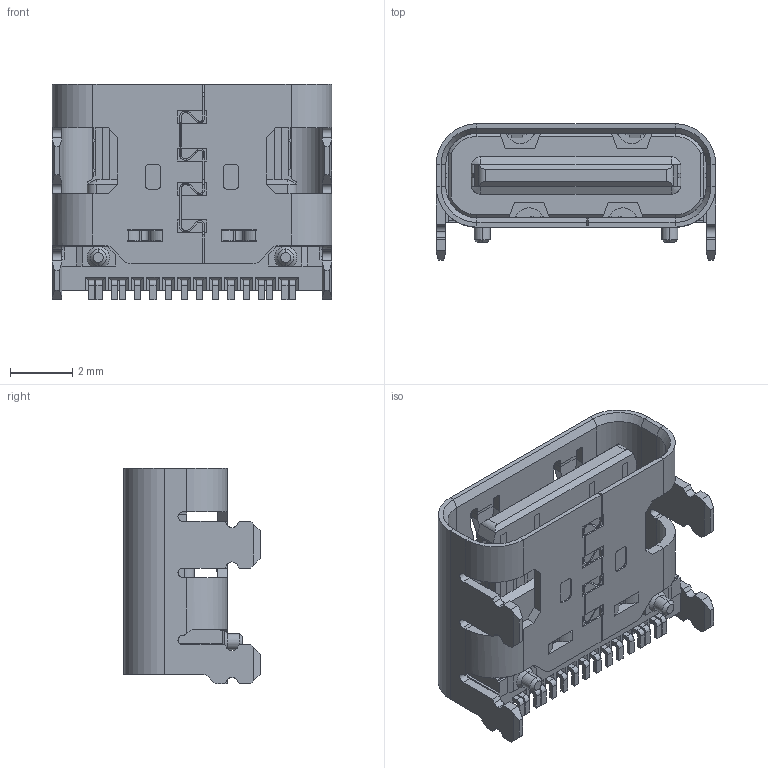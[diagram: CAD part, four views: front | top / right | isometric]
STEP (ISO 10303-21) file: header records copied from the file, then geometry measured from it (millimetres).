
FILE_DESCRIPTION (( 'STEP AP214' ), '1' );
FILE_NAME ('DX07S016JA1R1500.STEP', '2020-06-09T00:06:19', ( '' ), ( '' ), 'SwSTEP 2.0', 'SolidWorks 2017', '' );
FILE_SCHEMA (( 'AUTOMOTIVE_DESIGN' ));
Length unit declared in the file: millimetre
Products named in the file (1): DX07S016JA1R1500
Bounding box: 8.94 x 4.36 x 6.9 mm (x, y, z)
Volume: 103.5 mm3; surface area: 500.8 mm2
Topology: 44 solids, 44 shells, 1244 faces, 3303 edges, 2140 vertices
Faces by surface type: plane 996, cylinder 214, cone 20, torus 8, bspline 6
Entity records: 38534 total; most frequent: CARTESIAN_POINT 6892, ORIENTED_EDGE 6606, DIRECTION 6201, EDGE_CURVE 3303, LINE 2799, VECTOR 2799, VERTEX_POINT 2140, AXIS2_PLACEMENT_3D 1701
